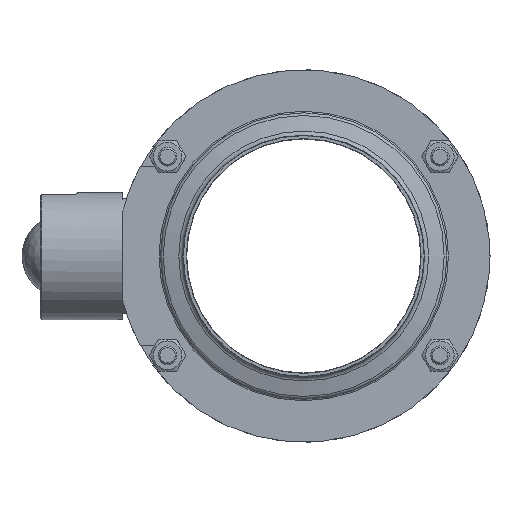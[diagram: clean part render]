
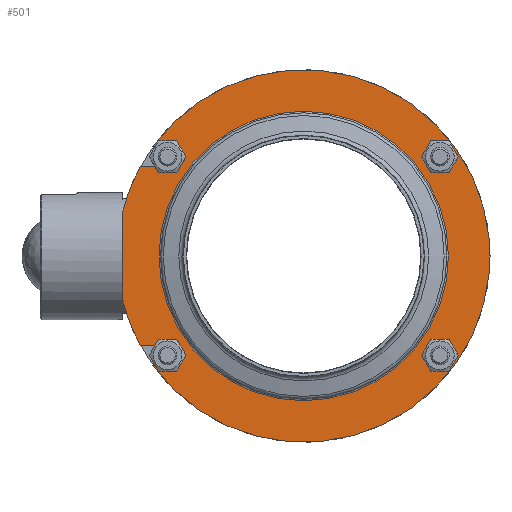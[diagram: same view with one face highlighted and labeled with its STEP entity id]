
A CAD part, left-side view. The second image highlights one B-rep face of the part: STEP entity #501.
In plain terms, the highlighted face is planar.
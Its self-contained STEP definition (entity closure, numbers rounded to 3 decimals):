
#501 = ADVANCED_FACE( '', ( #1122, #1123, #1124, #1125 ), #1126, .T. );
#1122 = FACE_OUTER_BOUND( '', #1893, .T. );
#1123 = FACE_BOUND( '', #1894, .T. );
#1124 = FACE_BOUND( '', #1895, .T. );
#1125 = FACE_BOUND( '', #1896, .T. );
#1126 = PLANE( '', #1897 );
#1893 = EDGE_LOOP( '', ( #3681, #3682, #3683, #3684, #3685, #3686, #3687, #3688, #3689, #3690 ) );
#1894 = EDGE_LOOP( '', ( #3691 ) );
#1895 = EDGE_LOOP( '', ( #3692 ) );
#1896 = EDGE_LOOP( '', ( #3693 ) );
#1897 = AXIS2_PLACEMENT_3D( '', #3694, #3695, #3696 );
#3681 = ORIENTED_EDGE( '', *, *, #4773, .F. );
#3682 = ORIENTED_EDGE( '', *, *, #4774, .T. );
#3683 = ORIENTED_EDGE( '', *, *, #4775, .F. );
#3684 = ORIENTED_EDGE( '', *, *, #4776, .F. );
#3685 = ORIENTED_EDGE( '', *, *, #4777, .F. );
#3686 = ORIENTED_EDGE( '', *, *, #4778, .T. );
#3687 = ORIENTED_EDGE( '', *, *, #4779, .F. );
#3688 = ORIENTED_EDGE( '', *, *, #4740, .F. );
#3689 = ORIENTED_EDGE( '', *, *, #4780, .F. );
#3690 = ORIENTED_EDGE( '', *, *, #4781, .T. );
#3691 = ORIENTED_EDGE( '', *, *, #4782, .F. );
#3692 = ORIENTED_EDGE( '', *, *, #4783, .F. );
#3693 = ORIENTED_EDGE( '', *, *, #4722, .F. );
#3694 = CARTESIAN_POINT( '', ( 14., 77.3, 0. ) );
#3695 = DIRECTION( '', ( 1., 0., 0. ) );
#3696 = DIRECTION( '', ( 0., 0., -1. ) );
#4722 = EDGE_CURVE( '', #5623, #5623, #5624, .T. );
#4740 = EDGE_CURVE( '', #5654, #5653, #5656, .T. );
#4773 = EDGE_CURVE( '', #5715, #5716, #5717, .T. );
#4774 = EDGE_CURVE( '', #5715, #5718, #5719, .T. );
#4775 = EDGE_CURVE( '', #5720, #5718, #5721, .T. );
#4776 = EDGE_CURVE( '', #5722, #5720, #5723, .T. );
#4777 = EDGE_CURVE( '', #5724, #5722, #5725, .T. );
#4778 = EDGE_CURVE( '', #5724, #5726, #5727, .T. );
#4779 = EDGE_CURVE( '', #5653, #5726, #5728, .T. );
#4780 = EDGE_CURVE( '', #5729, #5654, #5730, .T. );
#4781 = EDGE_CURVE( '', #5729, #5716, #5731, .T. );
#4782 = EDGE_CURVE( '', #5732, #5732, #5733, .T. );
#4783 = EDGE_CURVE( '', #5734, #5734, #5735, .T. );
#5623 = VERTEX_POINT( '', #7601 );
#5624 = CIRCLE( '', #7602, 7.65 );
#5653 = VERTEX_POINT( '', #7739 );
#5654 = VERTEX_POINT( '', #7740 );
#5656 = CIRCLE( '', #7742, 7.65 );
#5715 = VERTEX_POINT( '', #7932 );
#5716 = VERTEX_POINT( '', #7933 );
#5717 = LINE( '', #7934, #7935 );
#5718 = VERTEX_POINT( '', #7936 );
#5719 = CIRCLE( '', #7937, 99.5 );
#5720 = VERTEX_POINT( '', #7938 );
#5721 = LINE( '', #7939, #7940 );
#5722 = VERTEX_POINT( '', #7941 );
#5723 = CIRCLE( '', #7942, 7.65 );
#5724 = VERTEX_POINT( '', #7943 );
#5725 = LINE( '', #7944, #7945 );
#5726 = VERTEX_POINT( '', #7946 );
#5727 = CIRCLE( '', #7947, 99.5 );
#5728 = LINE( '', #7948, #7949 );
#5729 = VERTEX_POINT( '', #7950 );
#5730 = LINE( '', #7951, #7952 );
#5731 = CIRCLE( '', #7953, 99.5 );
#5732 = VERTEX_POINT( '', #7954 );
#5733 = CIRCLE( '', #7955, 77.3 );
#5734 = VERTEX_POINT( '', #7956 );
#5735 = CIRCLE( '', #7957, 7.65 );
#7601 = CARTESIAN_POINT( '', ( 14., -72.72, -60.65 ) );
#7602 = AXIS2_PLACEMENT_3D( '', #9186, #9187, #9188 );
#7739 = CARTESIAN_POINT( '', ( 14., 78.284, -58.25 ) );
#7740 = CARTESIAN_POINT( '', ( 14., 78.284, -47.75 ) );
#7742 = AXIS2_PLACEMENT_3D( '', #9198, #9199, #9200 );
#7932 = CARTESIAN_POINT( '', ( 14., 96.7, 23.438 ) );
#7933 = CARTESIAN_POINT( '', ( 14., 96.7, -23.438 ) );
#7934 = CARTESIAN_POINT( '', ( 14., 96.7, 46.75 ) );
#7935 = VECTOR( '', #9239, 1000. );
#7936 = CARTESIAN_POINT( '', ( 14., 87.294, 47.75 ) );
#7937 = AXIS2_PLACEMENT_3D( '', #9240, #9241, #9242 );
#7938 = CARTESIAN_POINT( '', ( 14., 78.284, 47.75 ) );
#7939 = CARTESIAN_POINT( '', ( 14., 72.72, 47.75 ) );
#7940 = VECTOR( '', #9243, 1000. );
#7941 = CARTESIAN_POINT( '', ( 14., 78.284, 58.25 ) );
#7942 = AXIS2_PLACEMENT_3D( '', #9244, #9245, #9246 );
#7943 = CARTESIAN_POINT( '', ( 14., 80.667, 58.25 ) );
#7944 = CARTESIAN_POINT( '', ( 14., 99.5, 58.25 ) );
#7945 = VECTOR( '', #9247, 1000. );
#7946 = CARTESIAN_POINT( '', ( 14., 80.667, -58.25 ) );
#7947 = AXIS2_PLACEMENT_3D( '', #9248, #9249, #9250 );
#7948 = CARTESIAN_POINT( '', ( 14., 72.72, -58.25 ) );
#7949 = VECTOR( '', #9251, 1000. );
#7950 = CARTESIAN_POINT( '', ( 14., 87.294, -47.75 ) );
#7951 = CARTESIAN_POINT( '', ( 14., 95.7, -47.75 ) );
#7952 = VECTOR( '', #9252, 1000. );
#7953 = AXIS2_PLACEMENT_3D( '', #9253, #9254, #9255 );
#7954 = CARTESIAN_POINT( '', ( 14., 0., -77.3 ) );
#7955 = AXIS2_PLACEMENT_3D( '', #9256, #9257, #9258 );
#7956 = CARTESIAN_POINT( '', ( 14., -72.72, 45.35 ) );
#7957 = AXIS2_PLACEMENT_3D( '', #9259, #9260, #9261 );
#9186 = CARTESIAN_POINT( '', ( 14., -72.72, -53. ) );
#9187 = DIRECTION( '', ( 1., 0., 0. ) );
#9188 = DIRECTION( '', ( 0., 0., -1. ) );
#9198 = CARTESIAN_POINT( '', ( 14., 72.72, -53. ) );
#9199 = DIRECTION( '', ( 1., 0., 0. ) );
#9200 = DIRECTION( '', ( 0., 0., -1. ) );
#9239 = DIRECTION( '', ( 0., 0., -1. ) );
#9240 = CARTESIAN_POINT( '', ( 14., 0., 0. ) );
#9241 = DIRECTION( '', ( 1., 0., 0. ) );
#9242 = DIRECTION( '', ( 0., 0., -1. ) );
#9243 = DIRECTION( '', ( 0., 1., 0. ) );
#9244 = CARTESIAN_POINT( '', ( 14., 72.72, 53. ) );
#9245 = DIRECTION( '', ( 1., 0., 0. ) );
#9246 = DIRECTION( '', ( 0., 0., -1. ) );
#9247 = DIRECTION( '', ( 0., -1., 0. ) );
#9248 = CARTESIAN_POINT( '', ( 14., 0., 0. ) );
#9249 = DIRECTION( '', ( 1., 0., 0. ) );
#9250 = DIRECTION( '', ( 0., 0., -1. ) );
#9251 = DIRECTION( '', ( 0., 1., 0. ) );
#9252 = DIRECTION( '', ( 0., -1., 0. ) );
#9253 = CARTESIAN_POINT( '', ( 14., 0., 0. ) );
#9254 = DIRECTION( '', ( 1., 0., 0. ) );
#9255 = DIRECTION( '', ( 0., 0., -1. ) );
#9256 = CARTESIAN_POINT( '', ( 14., 0., 0. ) );
#9257 = DIRECTION( '', ( 1., 0., 0. ) );
#9258 = DIRECTION( '', ( 0., 0., -1. ) );
#9259 = CARTESIAN_POINT( '', ( 14., -72.72, 53. ) );
#9260 = DIRECTION( '', ( 1., 0., 0. ) );
#9261 = DIRECTION( '', ( 0., 0., -1. ) );
